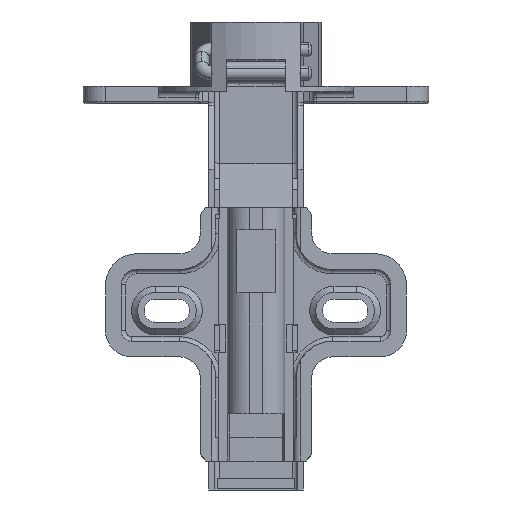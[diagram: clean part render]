
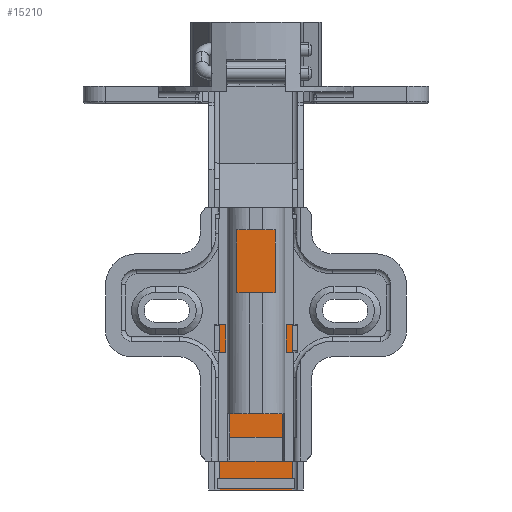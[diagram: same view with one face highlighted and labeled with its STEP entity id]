
A CAD part, front view. The second image highlights one B-rep face of the part: STEP entity #15210.
In plain terms, the highlighted planar face has unit normal (0, -1, 0).
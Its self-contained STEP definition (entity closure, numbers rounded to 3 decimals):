
#331 = ORIENTED_EDGE ( 'NONE', *, *, #15355, .F. ) ;
#389 = DIRECTION ( 'NONE',  ( 1., 0., 0. ) ) ;
#715 = EDGE_CURVE ( 'NONE', #4311, #920, #14907, .T. ) ;
#920 = VERTEX_POINT ( 'NONE', #13723 ) ;
#1007 = VECTOR ( 'NONE', #389, 1000. ) ;
#1198 = EDGE_LOOP ( 'NONE', ( #8797, #5630, #331, #15456 ) ) ;
#2092 = ORIENTED_EDGE ( 'NONE', *, *, #715, .F. ) ;
#2232 = ORIENTED_EDGE ( 'NONE', *, *, #7385, .T. ) ;
#2523 = CARTESIAN_POINT ( 'NONE',  ( 8.5, -1., 0. ) ) ;
#2944 = VERTEX_POINT ( 'NONE', #10134 ) ;
#3434 = LINE ( 'NONE', #8995, #6753 ) ;
#3629 = AXIS2_PLACEMENT_3D ( 'NONE', #6608, #15168, #12255 ) ;
#4182 = CARTESIAN_POINT ( 'NONE',  ( -6.5, -1., 0. ) ) ;
#4199 = CARTESIAN_POINT ( 'NONE',  ( 6.5, -1., 48.762 ) ) ;
#4311 = VERTEX_POINT ( 'NONE', #17744 ) ;
#4504 = CARTESIAN_POINT ( 'NONE',  ( -4., -1., 31.5 ) ) ;
#5114 = CARTESIAN_POINT ( 'NONE',  ( -6.5, -1., 48.762 ) ) ;
#5153 = PLANE ( 'NONE',  #3629 ) ;
#5404 = EDGE_CURVE ( 'NONE', #4311, #11769, #3434, .T. ) ;
#5595 = CARTESIAN_POINT ( 'NONE',  ( -4., -1., 0. ) ) ;
#5630 = ORIENTED_EDGE ( 'NONE', *, *, #15411, .F. ) ;
#5732 = LINE ( 'NONE', #4182, #10706 ) ;
#5884 = LINE ( 'NONE', #11441, #9175 ) ;
#6161 = DIRECTION ( 'NONE',  ( 0., 0., 1. ) ) ;
#6376 = VERTEX_POINT ( 'NONE', #5114 ) ;
#6608 = CARTESIAN_POINT ( 'NONE',  ( 8.5, -1., 0. ) ) ;
#6753 = VECTOR ( 'NONE', #6161, 1000. ) ;
#7125 = DIRECTION ( 'NONE',  ( 0., 0., 1. ) ) ;
#7172 = DIRECTION ( 'NONE',  ( -1., 0., 0. ) ) ;
#7214 = CARTESIAN_POINT ( 'NONE',  ( 4., -1., 0. ) ) ;
#7385 = EDGE_CURVE ( 'NONE', #11769, #6376, #5884, .T. ) ;
#7471 = VERTEX_POINT ( 'NONE', #14987 ) ;
#7999 = EDGE_CURVE ( 'NONE', #6376, #920, #5732, .T. ) ;
#8542 = CARTESIAN_POINT ( 'NONE',  ( 4., -1., 24.5 ) ) ;
#8797 = ORIENTED_EDGE ( 'NONE', *, *, #9192, .F. ) ;
#8883 = VECTOR ( 'NONE', #13887, 1000. ) ;
#8995 = CARTESIAN_POINT ( 'NONE',  ( 6.5, -1., 0. ) ) ;
#9127 = ORIENTED_EDGE ( 'NONE', *, *, #5404, .T. ) ;
#9175 = VECTOR ( 'NONE', #10260, 1000. ) ;
#9192 = EDGE_CURVE ( 'NONE', #14951, #2944, #14392, .T. ) ;
#9548 = DIRECTION ( 'NONE',  ( -1., 0., 0. ) ) ;
#9926 = DIRECTION ( 'NONE',  ( 0., 0., -1. ) ) ;
#10134 = CARTESIAN_POINT ( 'NONE',  ( 4., -1., 31.5 ) ) ;
#10260 = DIRECTION ( 'NONE',  ( -1., 0., 0. ) ) ;
#10706 = VECTOR ( 'NONE', #9926, 1000. ) ;
#10745 = LINE ( 'NONE', #17090, #1007 ) ;
#10888 = FACE_BOUND ( 'NONE', #1198, .T. ) ;
#11253 = ORIENTED_EDGE ( 'NONE', *, *, #7999, .T. ) ;
#11441 = CARTESIAN_POINT ( 'NONE',  ( 8.5, -1., 48.762 ) ) ;
#11769 = VERTEX_POINT ( 'NONE', #4199 ) ;
#12255 = DIRECTION ( 'NONE',  ( 0., 0., -1. ) ) ;
#13694 = VECTOR ( 'NONE', #9548, 1000. ) ;
#13723 = CARTESIAN_POINT ( 'NONE',  ( -6.5, -1., 0. ) ) ;
#13887 = DIRECTION ( 'NONE',  ( 0., 0., -1. ) ) ;
#14356 = CARTESIAN_POINT ( 'NONE',  ( 8.5, -1., 31.5 ) ) ;
#14392 = LINE ( 'NONE', #7214, #15655 ) ;
#14907 = LINE ( 'NONE', #2523, #13694 ) ;
#14951 = VERTEX_POINT ( 'NONE', #8542 ) ;
#14987 = CARTESIAN_POINT ( 'NONE',  ( -4., -1., 24.5 ) ) ;
#15168 = DIRECTION ( 'NONE',  ( 0., -1., 0. ) ) ;
#15210 = ADVANCED_FACE ( 'NONE', ( #10888, #17650 ), #5153, .T. ) ;
#15305 = VERTEX_POINT ( 'NONE', #4504 ) ;
#15355 = EDGE_CURVE ( 'NONE', #15305, #7471, #18014, .T. ) ;
#15411 = EDGE_CURVE ( 'NONE', #7471, #14951, #10745, .T. ) ;
#15456 = ORIENTED_EDGE ( 'NONE', *, *, #16120, .F. ) ;
#15655 = VECTOR ( 'NONE', #7125, 1000. ) ;
#16099 = VECTOR ( 'NONE', #7172, 1000. ) ;
#16120 = EDGE_CURVE ( 'NONE', #2944, #15305, #16938, .T. ) ;
#16938 = LINE ( 'NONE', #14356, #16099 ) ;
#17090 = CARTESIAN_POINT ( 'NONE',  ( 8.5, -1., 24.5 ) ) ;
#17520 = EDGE_LOOP ( 'NONE', ( #2092, #9127, #2232, #11253 ) ) ;
#17650 = FACE_OUTER_BOUND ( 'NONE', #17520, .T. ) ;
#17744 = CARTESIAN_POINT ( 'NONE',  ( 6.5, -1., 0. ) ) ;
#18014 = LINE ( 'NONE', #5595, #8883 ) ;
